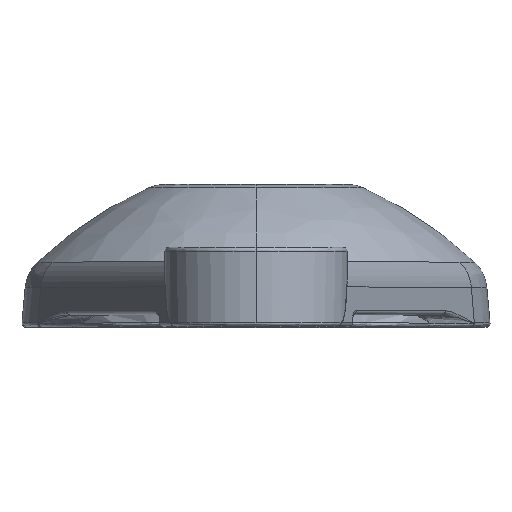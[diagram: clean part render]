
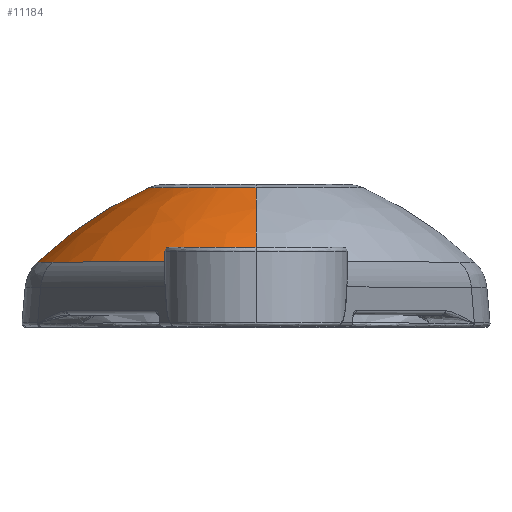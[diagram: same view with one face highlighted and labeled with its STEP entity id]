
A CAD part, top view. The second image highlights one B-rep face of the part: STEP entity #11184.
In plain terms, the highlighted free-form (B-spline) face has degree [3, 3] with [4, 4] control points.
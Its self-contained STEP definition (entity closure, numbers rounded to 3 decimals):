
#85 = CARTESIAN_POINT ( 'NONE',  ( 0., 7.193, 27.565 ) ) ;
#409 = CARTESIAN_POINT ( 'NONE',  ( 0., 16.566, -13.537 ) ) ;
#436 = CIRCLE ( 'NONE', #22692, 27.565 ) ;
#880 = AXIS2_PLACEMENT_3D ( 'NONE', #10299, #10279, #10573 ) ;
#1750 = CARTESIAN_POINT ( 'NONE',  ( 0., 16.566, 13.537 ) ) ;
#2899 = CIRCLE ( 'NONE', #8531, 50. ) ;
#3643 = CIRCLE ( 'NONE', #880, 27.565 ) ;
#3945 = CARTESIAN_POINT ( 'NONE',  ( -25.717, 7.193, 9.923 ) ) ;
#4047 = CARTESIAN_POINT ( 'NONE',  ( 0., -29.098, -6.829 ) ) ;
#4350 = CARTESIAN_POINT ( 'NONE',  ( 0., 7.193, -27.565 ) ) ;
#4617 = CIRCLE ( 'NONE', #17700, 13.537 ) ;
#5366 = CARTESIAN_POINT ( 'NONE',  ( 0., 16.566, -13.537 ) ) ;
#5593 = CARTESIAN_POINT ( 'NONE',  ( -25.717, 7.193, 9.923 ) ) ;
#6896 = CARTESIAN_POINT ( 'NONE',  ( -26.942, 7.193, 6.748 ) ) ;
#8095 = EDGE_LOOP ( 'NONE', ( #20724, #23709, #20804, #19502, #19979, #9419 ) ) ;
#8415 = VERTEX_POINT ( 'NONE', #5366 ) ;
#8531 = AXIS2_PLACEMENT_3D ( 'NONE', #4047, #11232, #10655 ) ;
#9177 = CARTESIAN_POINT ( 'NONE',  ( -27.565, 7.193, 3.403 ) ) ;
#9228 = FACE_OUTER_BOUND ( 'NONE', #8095, .T. ) ;
#9283 = EDGE_CURVE ( 'NONE', #10331, #8415, #4617, .T. ) ;
#9419 = ORIENTED_EDGE ( 'NONE', *, *, #17615, .F. ) ;
#9422 = DIRECTION ( 'NONE',  ( 0., -1., 0. ) ) ;
#10151 = DIRECTION ( 'NONE',  ( 0., 0., 1. ) ) ;
#10175 = DIRECTION ( 'NONE',  ( 0., 1., 0. ) ) ;
#10184 = CARTESIAN_POINT ( 'NONE',  ( 0., 7.193, 0. ) ) ;
#10279 = DIRECTION ( 'NONE',  ( 0., 1., 0. ) ) ;
#10299 = CARTESIAN_POINT ( 'NONE',  ( 0., 7.193, 0. ) ) ;
#10331 = VERTEX_POINT ( 'NONE', #1750 ) ;
#10393 = CARTESIAN_POINT ( 'NONE',  ( -27.565, 7.193, 0. ) ) ;
#10448 = DIRECTION ( 'NONE',  ( 0., 0., -1. ) ) ;
#10455 = DIRECTION ( 'NONE',  ( -1., 0., 0. ) ) ;
#10477 = CARTESIAN_POINT ( 'NONE',  ( 0., -29.098, 6.829 ) ) ;
#10487 =( BOUNDED_SURFACE ( )  B_SPLINE_SURFACE ( 3, 3, ( 
 ( #409, #19535, #19492, #19418 ),
 ( #19096, #18891, #18728, #17599 ),
 ( #16295, #16025, #15262, #15113 ),
 ( #13886, #13908, #13521, #13673 ) ),
 .UNSPECIFIED., .F., .F., .F. ) 
 B_SPLINE_SURFACE_WITH_KNOTS ( ( 4, 4 ),
 ( 4, 4 ),
 ( 0., 1. ),
 ( 0., 1. ),
 .UNSPECIFIED. ) 
 GEOMETRIC_REPRESENTATION_ITEM ( )  RATIONAL_B_SPLINE_SURFACE ( (
 ( 1., 0.333, 0.333, 1.),
 ( 0.99, 0.33, 0.33, 0.99),
 ( 0.99, 0.33, 0.33, 0.99),
 ( 1., 0.333, 0.333, 1.) ) ) 
 REPRESENTATION_ITEM ( '' )  SURFACE ( )  );
#10573 = DIRECTION ( 'NONE',  ( 0., 0., 1. ) ) ;
#10655 = DIRECTION ( 'NONE',  ( 0., 0., 1. ) ) ;
#11016 = VERTEX_POINT ( 'NONE', #4350 ) ;
#11184 = ADVANCED_FACE ( 'NONE', ( #9228 ), #10487, .T. ) ;
#11232 = DIRECTION ( 'NONE',  ( 1., 0., 0. ) ) ;
#11892 = VERTEX_POINT ( 'NONE', #16267 ) ;
#13521 = CARTESIAN_POINT ( 'NONE',  ( -55.129, 7.193, 27.565 ) ) ;
#13673 = CARTESIAN_POINT ( 'NONE',  ( 0., 7.193, 27.565 ) ) ;
#13886 = CARTESIAN_POINT ( 'NONE',  ( 0., 7.193, -27.565 ) ) ;
#13908 = CARTESIAN_POINT ( 'NONE',  ( -55.129, 7.193, -27.565 ) ) ;
#15113 = CARTESIAN_POINT ( 'NONE',  ( 0., 11.099, 23.443 ) ) ;
#15262 = CARTESIAN_POINT ( 'NONE',  ( -46.887, 11.099, 23.443 ) ) ;
#16025 = CARTESIAN_POINT ( 'NONE',  ( -46.887, 11.099, -23.443 ) ) ;
#16267 = CARTESIAN_POINT ( 'NONE',  ( -27.565, 7.193, 0. ) ) ;
#16295 = CARTESIAN_POINT ( 'NONE',  ( 0., 11.099, -23.443 ) ) ;
#17599 = CARTESIAN_POINT ( 'NONE',  ( 0., 14.254, 18.722 ) ) ;
#17615 = EDGE_CURVE ( 'NONE', #10331, #18841, #2899, .T. ) ;
#17616 = EDGE_CURVE ( 'NONE', #21075, #18841, #3643, .T. ) ;
#17650 = EDGE_CURVE ( 'NONE', #11892, #21075, #23466, .T. ) ;
#17700 = AXIS2_PLACEMENT_3D ( 'NONE', #18261, #9422, #18208 ) ;
#18208 = DIRECTION ( 'NONE',  ( 0., 0., 1. ) ) ;
#18261 = CARTESIAN_POINT ( 'NONE',  ( 0., 16.566, 0. ) ) ;
#18728 = CARTESIAN_POINT ( 'NONE',  ( -37.445, 14.254, 18.722 ) ) ;
#18841 = VERTEX_POINT ( 'NONE', #85 ) ;
#18891 = CARTESIAN_POINT ( 'NONE',  ( -37.445, 14.254, -18.722 ) ) ;
#19096 = CARTESIAN_POINT ( 'NONE',  ( 0., 14.254, -18.722 ) ) ;
#19418 = CARTESIAN_POINT ( 'NONE',  ( 0., 16.566, 13.537 ) ) ;
#19492 = CARTESIAN_POINT ( 'NONE',  ( -27.073, 16.566, 13.537 ) ) ;
#19502 = ORIENTED_EDGE ( 'NONE', *, *, #17650, .T. ) ;
#19535 = CARTESIAN_POINT ( 'NONE',  ( -27.073, 16.566, -13.537 ) ) ;
#19979 = ORIENTED_EDGE ( 'NONE', *, *, #17616, .T. ) ;
#20724 = ORIENTED_EDGE ( 'NONE', *, *, #9283, .T. ) ;
#20804 = ORIENTED_EDGE ( 'NONE', *, *, #20901, .T. ) ;
#20878 = EDGE_CURVE ( 'NONE', #8415, #11016, #21101, .T. ) ;
#20901 = EDGE_CURVE ( 'NONE', #11016, #11892, #436, .T. ) ;
#21075 = VERTEX_POINT ( 'NONE', #3945 ) ;
#21101 = CIRCLE ( 'NONE', #22700, 50. ) ;
#22692 = AXIS2_PLACEMENT_3D ( 'NONE', #10184, #10175, #10151 ) ;
#22700 = AXIS2_PLACEMENT_3D ( 'NONE', #10477, #10455, #10448 ) ;
#23466 =( BOUNDED_CURVE ( )  B_SPLINE_CURVE ( 3, ( #10393, #9177, #6896, #5593 ),
 .UNSPECIFIED., .F., .T. ) 
 B_SPLINE_CURVE_WITH_KNOTS ( ( 4, 4 ),
 ( 0., 1. ),
 .UNSPECIFIED. ) 
 CURVE ( )  GEOMETRIC_REPRESENTATION_ITEM ( )  RATIONAL_B_SPLINE_CURVE ( ( 1., 0.989, 0.989, 1. ) ) 
 REPRESENTATION_ITEM ( '' )  );
#23709 = ORIENTED_EDGE ( 'NONE', *, *, #20878, .T. ) ;
